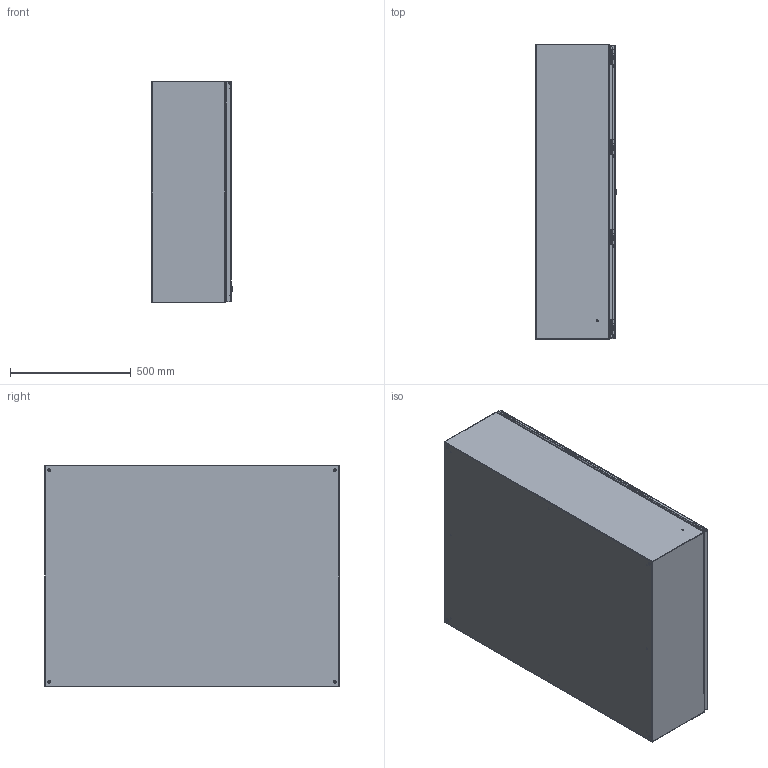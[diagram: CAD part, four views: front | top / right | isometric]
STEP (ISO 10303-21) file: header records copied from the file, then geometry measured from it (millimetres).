
FILE_DESCRIPTION(/* description */ ('48X36X12 316 S.S. BACK, TOP & BOTTOM'),/* implementation_level */ '2;1');
FILE_NAME(/* name */ 'N412483612SSAC.stp',/* time_stamp */ '2016-03-15T10:36:38+05:00',/* author */ ('rsundaram'),/* organization */ (''),/* preprocessor_version */ 'ST-DEVELOPER v16.1',/* originating_system */ 'Autodesk Inventor 2016',/* authorisation */ '');
FILE_SCHEMA (('AUTOMOTIVE_DESIGN { 1 0 10303 214 3 1 1 }'));
Length unit declared in the file: inch
Products named in the file (37): N412483612SSACBTB; N4124812SSACLS; N4124812SSACRS; 388151; 38846; 17376 PIN; 17380 SCREW; 17723 BOX LEAF; 17723-UTI BRACKET; 17910 SEALING WASHER; HFW328176; HFW328175; HFW3161; N4124836SSACLID; 35124-1000-23; 35124-1000-318; 35142-1000-02_PRT; 35142-1000-24; 35142-1000-67; 35142-1000-73; 35142-1000-101_PRT; 35142-1000-105; 35142-D933_M5X8; 35142-D6799_5; 35124-277-01; 35124-1000-03; 35142; 1001-U11_AF0; DIN917_M6; 1001-u11-STUD; (35196) 1001-u11_asm; HFW37045; HFW37045-1049-08; HFW37045-1049-09; HFW37045-assm; N412C4836FIP; N412483612SSAC
Assembly tree (62 placements, depth 3):
  N412483612SSAC
    N412483612SSACBTB
    N4124812SSACLS
    N4124812SSACRS
    388151  x8
    38846  x2
    HFW328176  x4
      17376 PIN
      17380 SCREW
      17723 BOX LEAF
      17723-UTI BRACKET
      17910 SEALING WASHER
    HFW328175  x4
    HFW3161  x4
    N4124836SSACLID
    35142
      35124-1000-23
      35124-1000-318
      35142-1000-02_PRT
      35142-1000-24
      35142-1000-67  x2
      35142-1000-73
      35142-1000-101_PRT
      35142-1000-105  x2
      35142-D933_M5X8  x2
      35142-D6799_5  x2
      35124-277-01
      35124-1000-03
    (35196) 1001-u11_asm  x2
      1001-U11_AF0
      DIN917_M6
      1001-u11-STUD
    HFW37045-assm  x2
      HFW37045
      HFW37045-1049-08
      HFW37045-1049-09
    N412C4836FIP
Bounding box: 332.1 x 1219.2 x 914.4 mm (x, y, z)
Volume: 7580710 mm3; surface area: 7748360.4 mm2
Topology: 82 solids, 82 shells, 2666 faces, 6439 edges, 3949 vertices
Faces by surface type: cylinder 994, plane 979, cone 372, bspline 226, torus 79, sphere 16
Full cylindrical faces by diameter (mm): 2.362 x8, 2.7 x2, 3.175 x4, 3.317 x136, 3.861 x8, 3.962 x4, 4 x4, 4.064 x2, 4.166 x136, 4.2 x6, 4.25 x8, 4.3 x2, 4.366 x8, 4.572 x8, 4.762 x8, 5 x7, 5.5 x1, 6 x6, 6.03 x2, 6.2 x2, 6.3 x2, 6.35 x18, 6.502 x8, 6.733 x2, 6.985 x8, 7.5 x2, 7.62 x8, 7.874 x4, 8.128 x8, 8.2 x2
Entity records: 38782 total; most frequent: CARTESIAN_POINT 12864, DIRECTION 5202, ORIENTED_EDGE 4878, EDGE_CURVE 2439, AXIS2_PLACEMENT_3D 1909, VERTEX_POINT 1610, EDGE_LOOP 1399, LINE 1384
